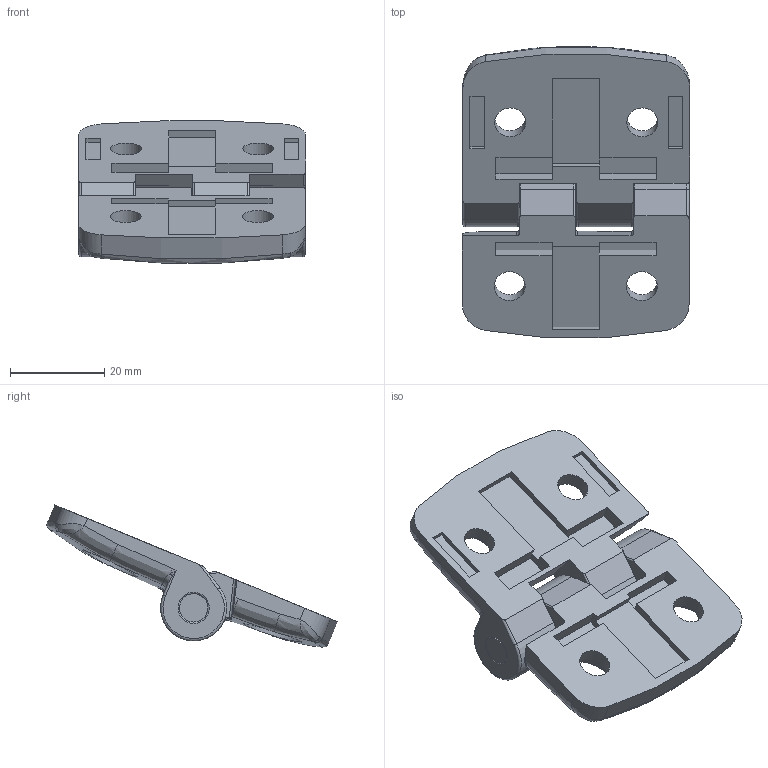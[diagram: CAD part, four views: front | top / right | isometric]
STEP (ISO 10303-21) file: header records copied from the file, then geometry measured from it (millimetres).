
FILE_DESCRIPTION (( 'STEP AP214' ), '1' );
FILE_NAME ('095k3035f00.STEP', '2011-11-04T14:13:23', ( '' ), ( '' ), 'SwSTEP 2.0', 'SolidWorks 2011', '' );
FILE_SCHEMA (( 'AUTOMOTIVE_DESIGN' ));
Length unit declared in the file: millimetre
Products named in the file (4): 095k3035f00; 095k30f00_095 k 30 f00; achse_6-48; 095k35f00_095k35f00
Assembly tree (3 placements, depth 2):
  095k3035f00
    achse_6-48
    095k35f00_095k35f00
    095k30f00_095 k 30 f00
Bounding box: 48.1 x 61.65 x 30.1 mm (x, y, z)
Volume: 21664.1 mm3; surface area: 11850 mm2
Topology: 3 solids, 3 shells, 187 faces, 478 edges, 288 vertices
Faces by surface type: plane 66, bspline 57, cylinder 43, torus 17, cone 4
Full cylindrical faces by diameter (mm): 6 x5, 6.6 x4, 13 x2
Entity records: 7913 total; most frequent: CARTESIAN_POINT 3858, ORIENTED_EDGE 890, DIRECTION 661, EDGE_CURVE 445, VERTEX_POINT 281, AXIS2_PLACEMENT_3D 240, EDGE_LOOP 220, FACE_OUTER_BOUND 200
